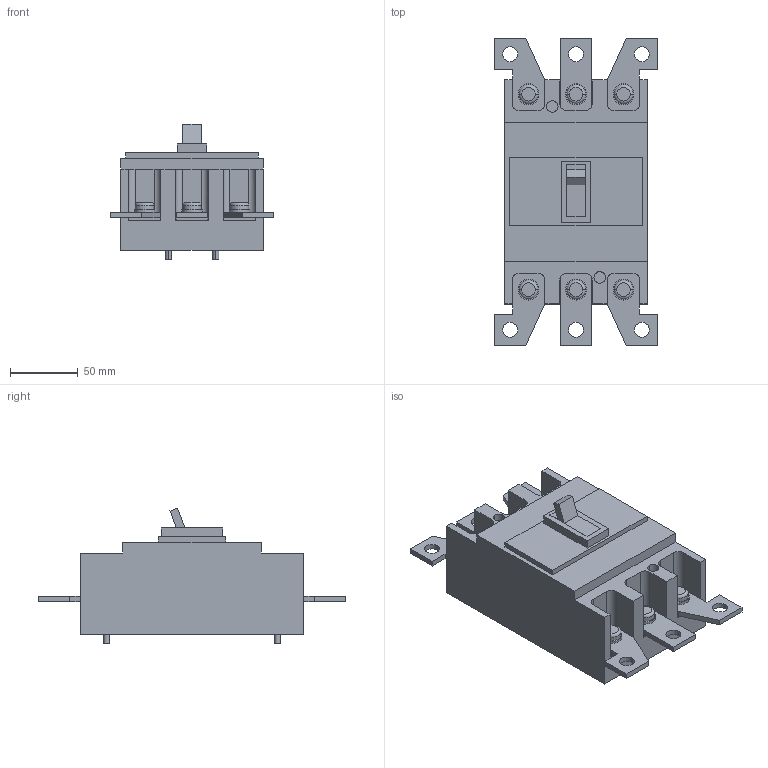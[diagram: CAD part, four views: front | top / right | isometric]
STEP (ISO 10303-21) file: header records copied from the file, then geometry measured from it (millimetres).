
FILE_DESCRIPTION(('CoCreate Modeling STEP Export'),'2;1');
FILE_NAME('Ｓ２５０ＳＦ３ＦＢ.stp','2016-03-29T 9:43:28',(''),(''),'CoCreate Modeling STEP processor for AP214 (Solid Model)','CoCreate Modeling 17.0 01-Apr-2010 (C) Parametric Technology GmbH','');
FILE_SCHEMA(('AUTOMOTIVE_DESIGN { 1 0 10303 214 1 1 1 1 }'));
Length unit declared in the file: millimetre
Products named in the file (5): p2.1; p3.5; p1; p4.5; Ｓ２５０ＳＦ３ＦＢ
Assembly tree (15 placements, depth 2):
  Ｓ２５０ＳＦ３ＦＢ
    p4.5  x6
    p3.5  x6
    p2.1  x2
    p1
Bounding box: 120 x 226 x 100.13 mm (x, y, z)
Volume: 1072045.7 mm3; surface area: 118096.7 mm2
Topology: 15 solids, 15 shells, 315 faces, 764 edges, 504 vertices
Faces by surface type: plane 179, cylinder 124, torus 12
Entity records: 7110 total; most frequent: ORIENTED_EDGE 1044, CARTESIAN_POINT 941, DIRECTION 870, EDGE_CURVE 522, VERTEX_POINT 346, VECTOR 320, LINE 320, AXIS2_PLACEMENT_3D 275
